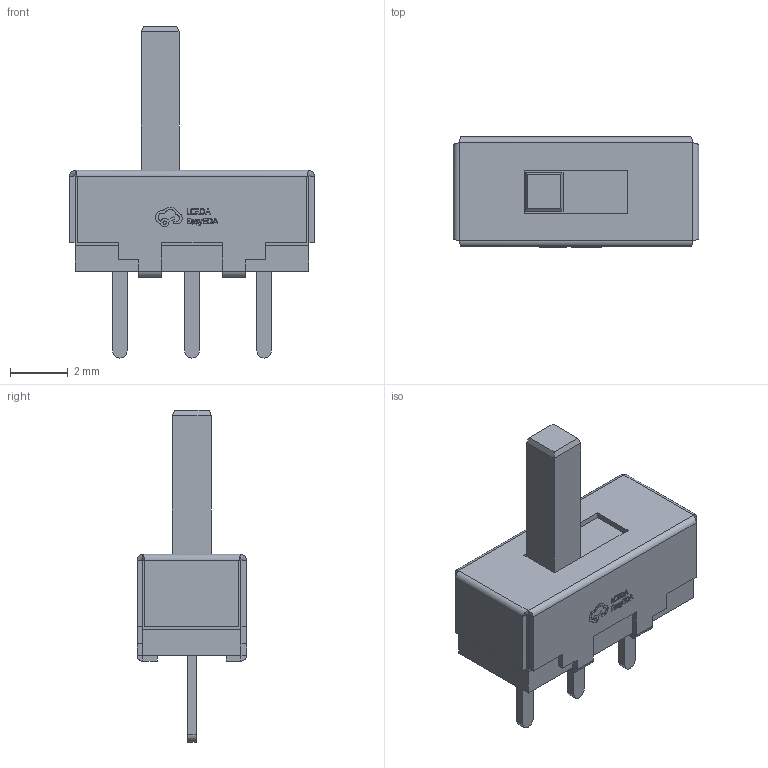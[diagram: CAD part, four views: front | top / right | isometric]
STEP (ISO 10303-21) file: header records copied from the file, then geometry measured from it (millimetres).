
FILE_DESCRIPTION (( 'STEP AP214' ), '1' );
FILE_NAME ('SW-TH_DEALON_SS-12D01-GX.STEP', '2022-09-22T08:24:20', ( 'PC' ), ( 'Microsoft' ), 'SwSTEP 2.0', 'SolidWorks 2020', '' );
FILE_SCHEMA (( 'AUTOMOTIVE_DESIGN' ));
Length unit declared in the file: millimetre
Products named in the file (1): SW-TH_DEALON_SS-12D01-GX
Bounding box: 8.5 x 3.81 x 11.5 mm (x, y, z)
Volume: 118.5 mm3; surface area: 413.4 mm2
Topology: 3 solids, 3 shells, 361 faces, 928 edges, 596 vertices
Faces by surface type: plane 233, bspline 106, cylinder 22
Entity records: 15449 total; most frequent: CARTESIAN_POINT 3392, ORIENTED_EDGE 1856, DIRECTION 1252, EDGE_CURVE 928, VECTOR 684, LINE 684, VERTEX_POINT 596, EDGE_LOOP 386
